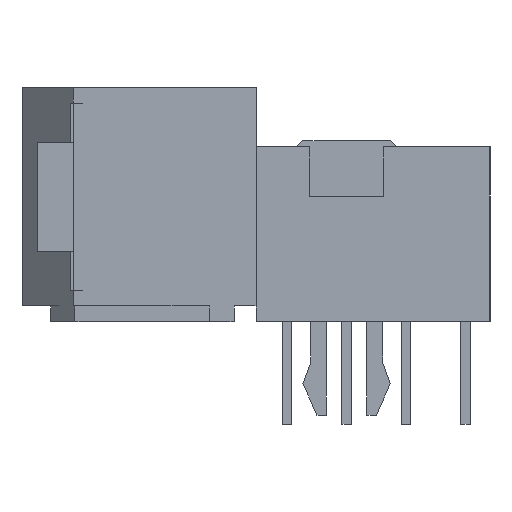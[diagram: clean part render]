
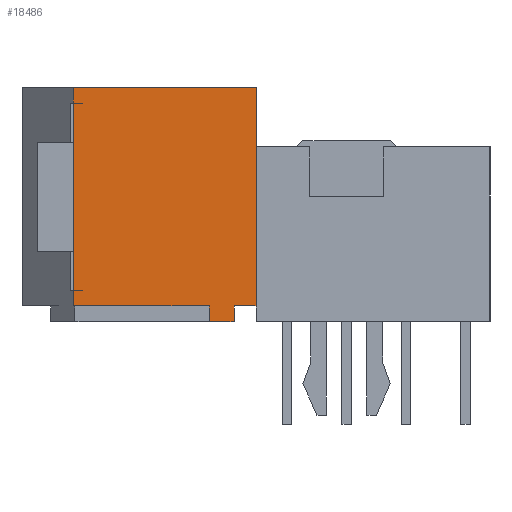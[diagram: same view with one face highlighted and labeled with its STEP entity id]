
A CAD part, left-side view. The second image highlights one B-rep face of the part: STEP entity #18486.
In plain terms, the highlighted planar face has unit normal (-1, 0, 0).
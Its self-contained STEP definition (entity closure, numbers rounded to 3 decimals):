
#14902=CARTESIAN_POINT('',(-34.215,9.707,7.));
#14903=VERTEX_POINT('',#14902);
#15651=CARTESIAN_POINT('',(-34.215,3.857,0.5));
#15652=VERTEX_POINT('',#15651);
#15659=CARTESIAN_POINT('',(-34.215,4.557,0.5));
#15660=VERTEX_POINT('',#15659);
#15661=CARTESIAN_POINT('',(-34.215,4.557,0.5));
#15662=DIRECTION('',(0.0,-1.0,0.0));
#15663=VECTOR('',#15662,0.7);
#15664=LINE('',#15661,#15663);
#15665=EDGE_CURVE('',#15660,#15652,#15664,.T.);
#15922=CARTESIAN_POINT('',(-34.215,4.557,0.));
#15923=VERTEX_POINT('',#15922);
#15924=CARTESIAN_POINT('',(-34.215,4.557,0.));
#15925=DIRECTION('',(0.0,0.0,1.0));
#15926=VECTOR('',#15925,0.5);
#15927=LINE('',#15924,#15926);
#15928=EDGE_CURVE('',#15923,#15660,#15927,.T.);
#15963=CARTESIAN_POINT('',(-34.215,5.358,0.5));
#15964=VERTEX_POINT('',#15963);
#15971=CARTESIAN_POINT('',(-34.215,9.707,0.5));
#15972=VERTEX_POINT('',#15971);
#15973=CARTESIAN_POINT('',(-34.215,5.358,0.5));
#15974=DIRECTION('',(0.0,1.0,0.0));
#15975=VECTOR('',#15974,4.35);
#15976=LINE('',#15973,#15975);
#15977=EDGE_CURVE('',#15964,#15972,#15976,.T.);
#16546=CARTESIAN_POINT('',(-34.215,3.857,7.5));
#16547=VERTEX_POINT('',#16546);
#16554=CARTESIAN_POINT('',(-34.215,3.857,7.5));
#16555=DIRECTION('',(0.0,0.0,-1.0));
#16556=VECTOR('',#16555,7.0);
#16557=LINE('',#16554,#16556);
#16558=EDGE_CURVE('',#16547,#15652,#16557,.T.);
#16904=CARTESIAN_POINT('',(-34.215,9.707,7.5));
#16905=VERTEX_POINT('',#16904);
#16906=CARTESIAN_POINT('',(-34.215,9.707,7.));
#16907=DIRECTION('',(0.0,0.0,1.0));
#16908=VECTOR('',#16907,0.5);
#16909=LINE('',#16906,#16908);
#16910=EDGE_CURVE('',#14903,#16905,#16909,.T.);
#17877=CARTESIAN_POINT('',(-34.215,9.707,1.));
#17878=VERTEX_POINT('',#17877);
#17936=CARTESIAN_POINT('',(-34.215,9.707,1.));
#17937=DIRECTION('',(0.0,0.0,-1.0));
#17938=VECTOR('',#17937,0.5);
#17939=LINE('',#17936,#17938);
#17940=EDGE_CURVE('',#17878,#15972,#17939,.T.);
#18003=CARTESIAN_POINT('',(-34.215,3.857,7.5));
#18004=DIRECTION('',(0.0,1.0,0.0));
#18005=VECTOR('',#18004,5.85);
#18006=LINE('',#18003,#18005);
#18007=EDGE_CURVE('',#16547,#16905,#18006,.T.);
#18112=CARTESIAN_POINT('',(-34.215,5.358,0.));
#18113=VERTEX_POINT('',#18112);
#18114=CARTESIAN_POINT('',(-34.215,5.358,0.));
#18115=DIRECTION('',(0.0,-1.0,0.0));
#18116=VECTOR('',#18115,0.8);
#18117=LINE('',#18114,#18116);
#18118=EDGE_CURVE('',#18113,#15923,#18117,.T.);
#18441=CARTESIAN_POINT('',(-34.215,9.707,7.));
#18442=DIRECTION('',(0.0,0.0,-1.0));
#18443=VECTOR('',#18442,6.0);
#18444=LINE('',#18441,#18443);
#18445=EDGE_CURVE('',#14903,#17878,#18444,.T.);
#18459=CARTESIAN_POINT('',(-34.215,5.358,0.5));
#18460=DIRECTION('',(0.0,0.0,-1.0));
#18461=VECTOR('',#18460,0.5);
#18462=LINE('',#18459,#18461);
#18463=EDGE_CURVE('',#15964,#18113,#18462,.T.);
#18469=CARTESIAN_POINT('',(-34.215,3.565,-0.375));
#18470=DIRECTION('',(1.0,0.0,0.0));
#18471=DIRECTION('',(0.0,1.0,0.0));
#18472=AXIS2_PLACEMENT_3D('',#18469,#18470,#18471);
#18473=PLANE('',#18472);
#18474=ORIENTED_EDGE('',*,*,#16558,.F.);
#18475=ORIENTED_EDGE('',*,*,#18007,.T.);
#18476=ORIENTED_EDGE('',*,*,#16910,.F.);
#18477=ORIENTED_EDGE('',*,*,#18445,.T.);
#18478=ORIENTED_EDGE('',*,*,#17940,.T.);
#18479=ORIENTED_EDGE('',*,*,#15977,.F.);
#18480=ORIENTED_EDGE('',*,*,#18463,.T.);
#18481=ORIENTED_EDGE('',*,*,#18118,.T.);
#18482=ORIENTED_EDGE('',*,*,#15928,.T.);
#18483=ORIENTED_EDGE('',*,*,#15665,.T.);
#18484=EDGE_LOOP('',(#18474,#18475,#18476,#18477,#18478,#18479,#18480,#18481,#18482,#18483));
#18485=FACE_OUTER_BOUND('',#18484,.T.);
#18486=ADVANCED_FACE('',(#18485),#18473,.F.);
